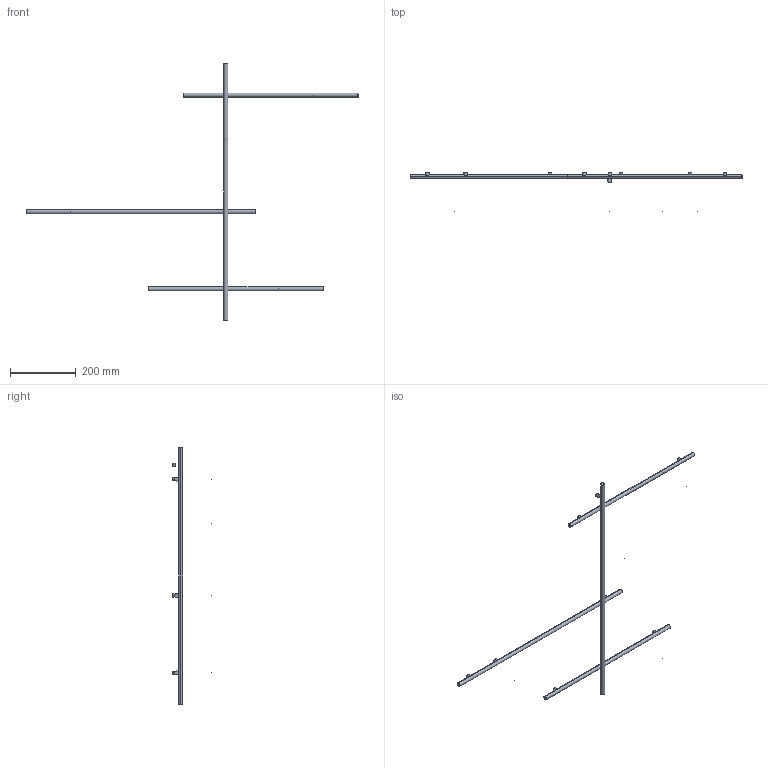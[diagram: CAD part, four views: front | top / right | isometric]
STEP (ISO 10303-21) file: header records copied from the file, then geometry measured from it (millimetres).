
FILE_DESCRIPTION(/* description */ (''),/* implementation_level */ '2;1');
FILE_NAME(/* name */ '174417~3',/* time_stamp */ '2020-11-06T11:11:19+01:00',/* author */ (''),/* organization */ (''),/* preprocessor_version */ 'ST-DEVELOPER v16.5',/* originating_system */ '',/* authorisation */ '');
FILE_SCHEMA (('AUTOMOTIVE_DESIGN'));
Length unit declared in the file: millimetre
Products named in the file (1): Document
Bounding box: 1008.48 x 118.48 x 780 mm (x, y, z)
Volume: 4889909.2 mm3; surface area: 318527.1 mm2
Topology: 16 solids, 16 shells, 56 faces, 138 edges, 120 vertices
Faces by surface type: bspline 32, plane 24
Entity records: 2742 total; most frequent: CARTESIAN_POINT 1809, ORIENTED_EDGE 160, EDGE_CURVE 80, PRESENTATION_LAYER_ASSIGNMENT 58, ADVANCED_FACE 56, FACE_OUTER_BOUND 56, EDGE_LOOP 56, VERTEX_POINT 56
